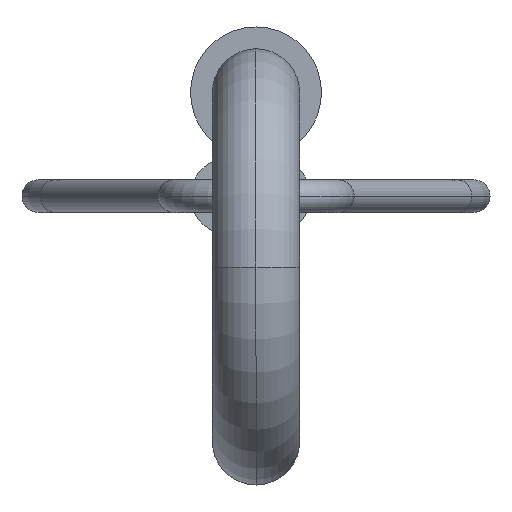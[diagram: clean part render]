
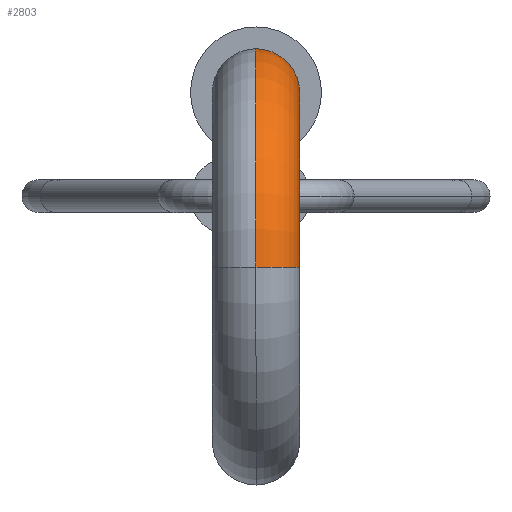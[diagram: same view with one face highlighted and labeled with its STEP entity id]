
A CAD part, left-side view. The second image highlights one B-rep face of the part: STEP entity #2803.
In plain terms, the highlighted toroidal (fillet/blend) face has major radius 16 mm and minor radius 4 mm.
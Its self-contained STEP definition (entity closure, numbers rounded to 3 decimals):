
#22 = CARTESIAN_POINT ( 'NONE',  ( 66., 6.5, 0. ) ) ;
#293 = EDGE_CURVE ( 'NONE', #1855, #912, #2685, .T. ) ;
#417 = FACE_OUTER_BOUND ( 'NONE', #863, .T. ) ;
#512 = AXIS2_PLACEMENT_3D ( 'NONE', #3109, #907, #2156 ) ;
#517 = CIRCLE ( 'NONE', #1539, 4. ) ;
#586 = CARTESIAN_POINT ( 'NONE',  ( 46., -9.5, 0. ) ) ;
#649 = CIRCLE ( 'NONE', #1962, 20. ) ;
#688 = CARTESIAN_POINT ( 'NONE',  ( 46., 6.5, 0. ) ) ;
#717 = AXIS2_PLACEMENT_3D ( 'NONE', #586, #3645, #3630 ) ;
#863 = EDGE_LOOP ( 'NONE', ( #1696, #952, #2252, #1190, #2862 ) ) ;
#907 = DIRECTION ( 'NONE',  ( -1., 0., 0. ) ) ;
#912 = VERTEX_POINT ( 'NONE', #2839 ) ;
#952 = ORIENTED_EDGE ( 'NONE', *, *, #3469, .T. ) ;
#1005 = VERTEX_POINT ( 'NONE', #22 ) ;
#1109 = CARTESIAN_POINT ( 'NONE',  ( 46., 6.5, 0. ) ) ;
#1163 = CARTESIAN_POINT ( 'NONE',  ( 46., -9.5, 4. ) ) ;
#1190 = ORIENTED_EDGE ( 'NONE', *, *, #293, .F. ) ;
#1331 = DIRECTION ( 'NONE',  ( 0., 0., 1. ) ) ;
#1539 = AXIS2_PLACEMENT_3D ( 'NONE', #1686, #1742, #1732 ) ;
#1640 = DIRECTION ( 'NONE',  ( 0., -1., 0. ) ) ;
#1686 = CARTESIAN_POINT ( 'NONE',  ( 62., 6.5, 0. ) ) ;
#1696 = ORIENTED_EDGE ( 'NONE', *, *, #2894, .F. ) ;
#1707 = DIRECTION ( 'NONE',  ( 0., 0., 1. ) ) ;
#1724 = TOROIDAL_SURFACE ( 'NONE', #2236, 16., 4. ) ;
#1732 = DIRECTION ( 'NONE',  ( 0., 0., -1. ) ) ;
#1742 = DIRECTION ( 'NONE',  ( 0., -1., 0. ) ) ;
#1855 = VERTEX_POINT ( 'NONE', #2835 ) ;
#1893 = AXIS2_PLACEMENT_3D ( 'NONE', #688, #1331, #1640 ) ;
#1962 = AXIS2_PLACEMENT_3D ( 'NONE', #1109, #1707, #3893 ) ;
#2061 = CIRCLE ( 'NONE', #717, 4. ) ;
#2106 = CARTESIAN_POINT ( 'NONE',  ( 46., -13.5, 0. ) ) ;
#2156 = DIRECTION ( 'NONE',  ( 0., 0., 1. ) ) ;
#2236 = AXIS2_PLACEMENT_3D ( 'NONE', #2997, #3293, #2424 ) ;
#2252 = ORIENTED_EDGE ( 'NONE', *, *, #3018, .T. ) ;
#2424 = DIRECTION ( 'NONE',  ( 1., 0., 0. ) ) ;
#2685 = CIRCLE ( 'NONE', #1893, 12. ) ;
#2769 = VERTEX_POINT ( 'NONE', #1163 ) ;
#2803 = ADVANCED_FACE ( 'NONE', ( #417 ), #1724, .T. ) ;
#2835 = CARTESIAN_POINT ( 'NONE',  ( 46., -5.5, 0. ) ) ;
#2839 = CARTESIAN_POINT ( 'NONE',  ( 58., 6.5, 0. ) ) ;
#2862 = ORIENTED_EDGE ( 'NONE', *, *, #3693, .F. ) ;
#2876 = CIRCLE ( 'NONE', #512, 4. ) ;
#2894 = EDGE_CURVE ( 'NONE', #3169, #2769, #2876, .T. ) ;
#2997 = CARTESIAN_POINT ( 'NONE',  ( 46., 6.5, 0. ) ) ;
#3018 = EDGE_CURVE ( 'NONE', #1005, #912, #517, .T. ) ;
#3109 = CARTESIAN_POINT ( 'NONE',  ( 46., -9.5, 0. ) ) ;
#3169 = VERTEX_POINT ( 'NONE', #2106 ) ;
#3293 = DIRECTION ( 'NONE',  ( 0., 0., 1. ) ) ;
#3469 = EDGE_CURVE ( 'NONE', #3169, #1005, #649, .T. ) ;
#3630 = DIRECTION ( 'NONE',  ( 0., 0., 1. ) ) ;
#3645 = DIRECTION ( 'NONE',  ( -1., 0., 0. ) ) ;
#3693 = EDGE_CURVE ( 'NONE', #2769, #1855, #2061, .T. ) ;
#3893 = DIRECTION ( 'NONE',  ( 0., -1., 0. ) ) ;
